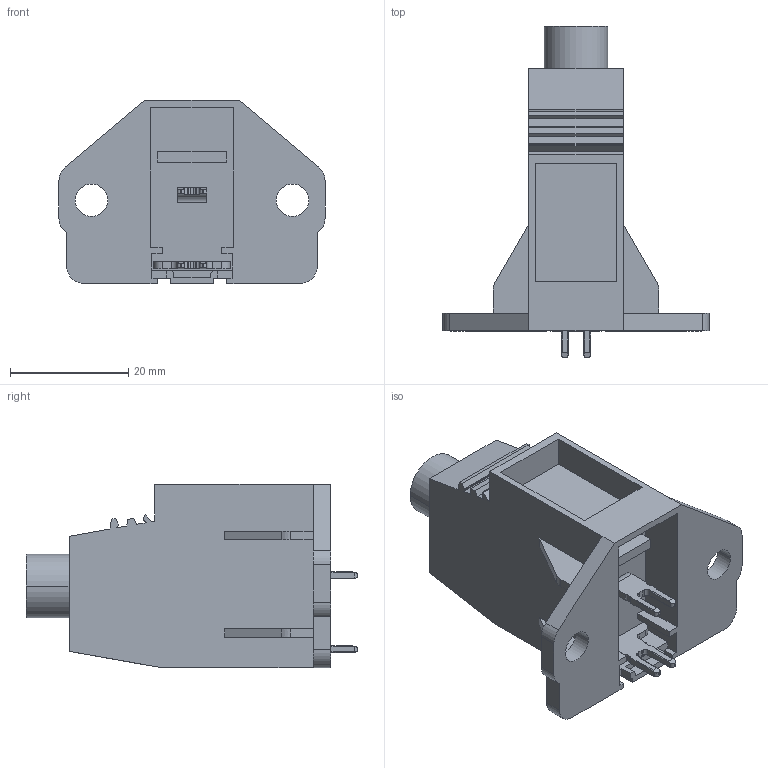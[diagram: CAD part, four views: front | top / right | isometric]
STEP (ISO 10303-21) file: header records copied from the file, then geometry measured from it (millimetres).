
FILE_DESCRIPTION(('CATIA V5 STEP Exchange'),'2;1');
FILE_NAME ('D1447673_0_1047280000_1047280000.stp','2016-10-04T11:59:12+00:00',('none'),('Weidmueller'),'CATIA Version 5-6 Release 2014','CATIA V5 STEP AP203','none');
FILE_SCHEMA(('CONFIG_CONTROL_DESIGN'));
Length unit declared in the file: millimetre
Products named in the file (1): 1047280000_S
Bounding box: 45 x 56 x 31 mm (x, y, z)
Volume: 18120.3 mm3; surface area: 9140.8 mm2
Topology: 4 solids, 4 shells, 242 faces, 684 edges, 454 vertices
Faces by surface type: plane 169, cylinder 69, extrusion 4
Entity records: 7576 total; most frequent: CARTESIAN_POINT 1658, ORIENTED_EDGE 1368, DIRECTION 962, EDGE_CURVE 684, VECTOR 508, LINE 504, VERTEX_POINT 454, AXIS2_PLACEMENT_3D 282
